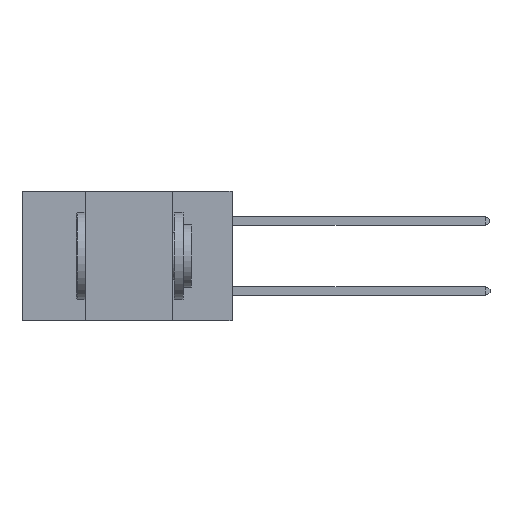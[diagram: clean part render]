
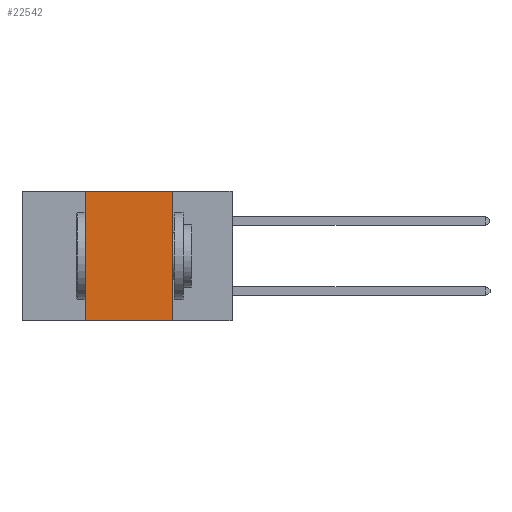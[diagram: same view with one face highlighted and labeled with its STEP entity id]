
A CAD part, left-side view. The second image highlights one B-rep face of the part: STEP entity #22542.
In plain terms, the highlighted planar face has unit normal (-1, 0, 0).
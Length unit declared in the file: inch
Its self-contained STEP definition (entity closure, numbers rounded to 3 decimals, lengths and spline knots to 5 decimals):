
#992 = CARTESIAN_POINT ( 'NONE',  ( 0., 0.6, 0. ) ) ;
#1503 = LINE ( 'NONE', #6447, #21490 ) ;
#3192 = LINE ( 'NONE', #10141, #23215 ) ;
#3201 = AXIS2_PLACEMENT_3D ( 'NONE', #992, #4813, #18449 ) ;
#3317 = EDGE_LOOP ( 'NONE', ( #4983, #17126, #13916, #14678 ) ) ;
#4013 = DIRECTION ( 'NONE',  ( 0., 0., 1. ) ) ;
#4578 = VERTEX_POINT ( 'NONE', #17599 ) ;
#4813 = DIRECTION ( 'NONE',  ( 1., 0., 0. ) ) ;
#4983 = ORIENTED_EDGE ( 'NONE', *, *, #13855, .F. ) ;
#5429 = LINE ( 'NONE', #17358, #20320 ) ;
#5963 = DIRECTION ( 'NONE',  ( 0., -1., 0. ) ) ;
#6447 = CARTESIAN_POINT ( 'NONE',  ( 0., 0.6, -0.37 ) ) ;
#6642 = EDGE_CURVE ( 'NONE', #13071, #7345, #3192, .T. ) ;
#7345 = VERTEX_POINT ( 'NONE', #20988 ) ;
#7422 = VERTEX_POINT ( 'NONE', #12718 ) ;
#8997 = VECTOR ( 'NONE', #16754, 39.37008 ) ;
#9550 = FACE_OUTER_BOUND ( 'NONE', #3317, .T. ) ;
#10141 = CARTESIAN_POINT ( 'NONE',  ( 0., 0.42, 0. ) ) ;
#12550 = PLANE ( 'NONE',  #3201 ) ;
#12718 = CARTESIAN_POINT ( 'NONE',  ( 0., 0.17, 0. ) ) ;
#12901 = CARTESIAN_POINT ( 'NONE',  ( 0., 0.17, 0. ) ) ;
#13071 = VERTEX_POINT ( 'NONE', #15384 ) ;
#13553 = LINE ( 'NONE', #12901, #8997 ) ;
#13855 = EDGE_CURVE ( 'NONE', #7422, #4578, #13553, .T. ) ;
#13916 = ORIENTED_EDGE ( 'NONE', *, *, #6642, .F. ) ;
#14678 = ORIENTED_EDGE ( 'NONE', *, *, #18520, .T. ) ;
#15384 = CARTESIAN_POINT ( 'NONE',  ( 0., 0.42, -0.37 ) ) ;
#16754 = DIRECTION ( 'NONE',  ( 0., 0., -1. ) ) ;
#17126 = ORIENTED_EDGE ( 'NONE', *, *, #24849, .F. ) ;
#17358 = CARTESIAN_POINT ( 'NONE',  ( 0., 0.6, 0. ) ) ;
#17599 = CARTESIAN_POINT ( 'NONE',  ( 0., 0.17, -0.37 ) ) ;
#18449 = DIRECTION ( 'NONE',  ( 0., 0., -1. ) ) ;
#18520 = EDGE_CURVE ( 'NONE', #13071, #4578, #1503, .T. ) ;
#20320 = VECTOR ( 'NONE', #5963, 39.37008 ) ;
#20988 = CARTESIAN_POINT ( 'NONE',  ( 0., 0.42, 0. ) ) ;
#21490 = VECTOR ( 'NONE', #22065, 39.37008 ) ;
#22065 = DIRECTION ( 'NONE',  ( 0., -1., 0. ) ) ;
#22542 = ADVANCED_FACE ( 'NONE', ( #9550 ), #12550, .F. ) ;
#23215 = VECTOR ( 'NONE', #4013, 39.37008 ) ;
#24849 = EDGE_CURVE ( 'NONE', #7345, #7422, #5429, .T. ) ;
